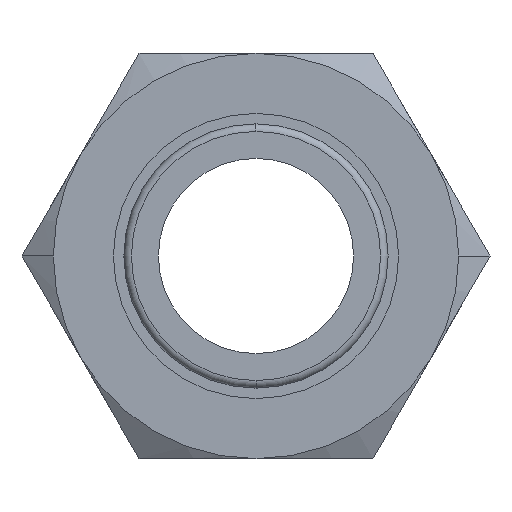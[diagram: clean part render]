
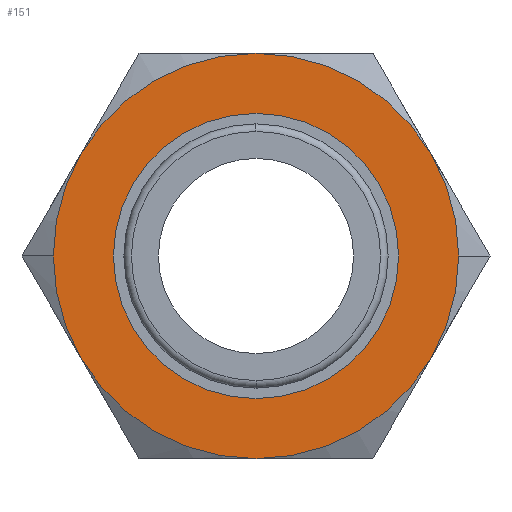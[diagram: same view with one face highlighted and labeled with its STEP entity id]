
A CAD part, front view. The second image highlights one B-rep face of the part: STEP entity #151.
In plain terms, the highlighted planar face has unit normal (0, -1, 0).
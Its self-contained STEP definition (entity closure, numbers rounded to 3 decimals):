
#151=ADVANCED_FACE('',(#311,#312),#313,.T.);
#311=FACE_OUTER_BOUND('',#476,.T.);
#312=FACE_BOUND('',#477,.T.);
#313=PLANE('',#478);
#476=EDGE_LOOP('',(#826,#827,#828,#829,#830,#831,#832,#833));
#477=EDGE_LOOP('',(#834,#835));
#478=AXIS2_PLACEMENT_3D('',#836,#837,#838);
#826=ORIENTED_EDGE('',*,*,#1030,.T.);
#827=ORIENTED_EDGE('',*,*,#1006,.T.);
#828=ORIENTED_EDGE('',*,*,#997,.T.);
#829=ORIENTED_EDGE('',*,*,#941,.T.);
#830=ORIENTED_EDGE('',*,*,#987,.T.);
#831=ORIENTED_EDGE('',*,*,#1080,.T.);
#832=ORIENTED_EDGE('',*,*,#1081,.T.);
#833=ORIENTED_EDGE('',*,*,#981,.T.);
#834=ORIENTED_EDGE('',*,*,#1002,.F.);
#835=ORIENTED_EDGE('',*,*,#1058,.F.);
#836=CARTESIAN_POINT('',(-6.75,27.0,0.0));
#837=DIRECTION('',(0.,-1.0,0.0));
#838=DIRECTION('',(-1.0,0.,0.0));
#941=EDGE_CURVE('',#1103,#1101,#1104,.T.);
#981=EDGE_CURVE('',#1123,#1151,#1172,.T.);
#987=EDGE_CURVE('',#1101,#1177,#1180,.T.);
#997=EDGE_CURVE('',#1192,#1103,#1196,.T.);
#1002=EDGE_CURVE('',#1203,#1199,#1205,.T.);
#1006=EDGE_CURVE('',#1207,#1192,#1210,.T.);
#1030=EDGE_CURVE('',#1151,#1207,#1242,.T.);
#1058=EDGE_CURVE('',#1199,#1203,#1279,.T.);
#1080=EDGE_CURVE('',#1177,#1216,#1303,.T.);
#1081=EDGE_CURVE('',#1216,#1123,#1304,.T.);
#1101=VERTEX_POINT('',#1324);
#1103=VERTEX_POINT('',#1337);
#1104=CIRCLE('',#1338,13.5);
#1123=VERTEX_POINT('',#1393);
#1151=VERTEX_POINT('',#1491);
#1172=CIRCLE('',#1536,13.5);
#1177=VERTEX_POINT('',#1541);
#1180=CIRCLE('',#1545,13.5);
#1192=VERTEX_POINT('',#1568);
#1196=CIRCLE('',#1594,13.5);
#1199=VERTEX_POINT('',#1597);
#1203=VERTEX_POINT('',#1602);
#1205=CIRCLE('',#1605,9.5);
#1207=VERTEX_POINT('',#1607);
#1210=CIRCLE('',#1622,13.5);
#1216=VERTEX_POINT('',#1650);
#1242=CIRCLE('',#1713,13.5);
#1279=CIRCLE('',#1782,9.5);
#1303=CIRCLE('',#1811,13.5);
#1304=CIRCLE('',#1812,13.5);
#1324=CARTESIAN_POINT('',(11.691,27.0,-6.75));
#1337=CARTESIAN_POINT('',(0.,27.0,-13.5));
#1338=AXIS2_PLACEMENT_3D('',#1841,#1842,#1843);
#1393=CARTESIAN_POINT('',(0.,27.0,13.5));
#1491=CARTESIAN_POINT('',(-11.691,27.0,6.75));
#1536=AXIS2_PLACEMENT_3D('',#1886,#1887,#1888);
#1541=CARTESIAN_POINT('',(13.5,27.0,0.));
#1545=AXIS2_PLACEMENT_3D('',#1896,#1897,#1898);
#1568=CARTESIAN_POINT('',(-11.691,27.0,-6.75));
#1594=AXIS2_PLACEMENT_3D('',#1911,#1912,#1913);
#1597=CARTESIAN_POINT('',(9.5,27.0,0.));
#1602=CARTESIAN_POINT('',(-9.5,27.0,0.));
#1605=AXIS2_PLACEMENT_3D('',#1919,#1920,#1921);
#1607=CARTESIAN_POINT('',(-13.5,27.0,0.));
#1622=AXIS2_PLACEMENT_3D('',#1923,#1924,#1925);
#1650=CARTESIAN_POINT('',(11.691,27.0,6.75));
#1713=AXIS2_PLACEMENT_3D('',#1951,#1952,#1953);
#1782=AXIS2_PLACEMENT_3D('',#1985,#1986,#1987);
#1811=AXIS2_PLACEMENT_3D('',#2014,#2015,#2016);
#1812=AXIS2_PLACEMENT_3D('',#2017,#2018,#2019);
#1841=CARTESIAN_POINT('',(0.,27.0,0.0));
#1842=DIRECTION('',(0.,-1.0,0.0));
#1843=DIRECTION('',(-1.0,0.,0.0));
#1886=CARTESIAN_POINT('',(0.,27.0,0.0));
#1887=DIRECTION('',(0.,-1.0,0.0));
#1888=DIRECTION('',(-1.0,0.,0.0));
#1896=CARTESIAN_POINT('',(0.,27.0,0.0));
#1897=DIRECTION('',(0.,-1.0,0.0));
#1898=DIRECTION('',(-1.0,0.,0.0));
#1911=CARTESIAN_POINT('',(0.,27.0,0.0));
#1912=DIRECTION('',(0.,-1.0,0.0));
#1913=DIRECTION('',(-1.0,0.,0.0));
#1919=CARTESIAN_POINT('',(0.0,27.0,0.0));
#1920=DIRECTION('',(0.,-1.0,0.0));
#1921=DIRECTION('',(1.0,0.,0.0));
#1923=CARTESIAN_POINT('',(0.,27.0,0.0));
#1924=DIRECTION('',(0.,-1.0,0.0));
#1925=DIRECTION('',(-1.0,0.,0.0));
#1951=CARTESIAN_POINT('',(0.,27.0,0.0));
#1952=DIRECTION('',(0.,-1.0,0.0));
#1953=DIRECTION('',(-1.0,0.,0.0));
#1985=CARTESIAN_POINT('',(0.0,27.0,0.0));
#1986=DIRECTION('',(0.,-1.0,0.0));
#1987=DIRECTION('',(1.0,0.,0.0));
#2014=CARTESIAN_POINT('',(0.,27.0,0.0));
#2015=DIRECTION('',(0.,-1.0,0.0));
#2016=DIRECTION('',(-1.0,0.,0.0));
#2017=CARTESIAN_POINT('',(0.,27.0,0.0));
#2018=DIRECTION('',(0.,-1.0,0.0));
#2019=DIRECTION('',(-1.0,0.,0.0));
